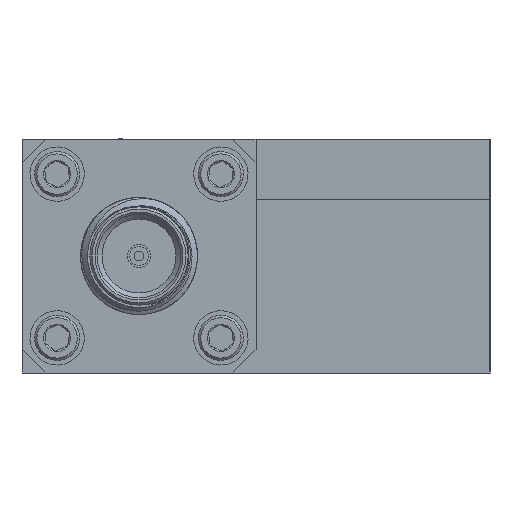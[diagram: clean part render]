
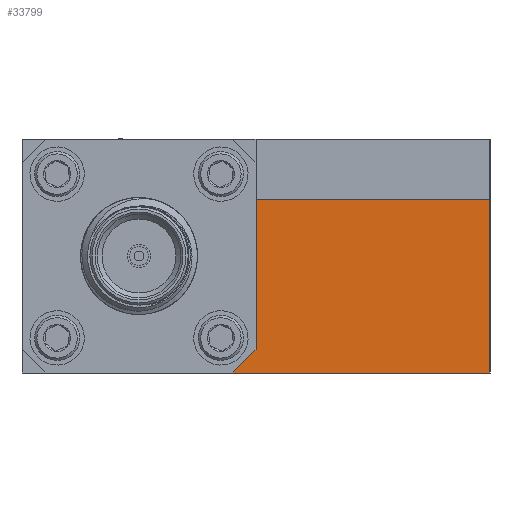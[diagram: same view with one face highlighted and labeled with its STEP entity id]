
A CAD part, left-side view. The second image highlights one B-rep face of the part: STEP entity #33799.
In plain terms, the highlighted planar face has unit normal (-1, 0, 0).
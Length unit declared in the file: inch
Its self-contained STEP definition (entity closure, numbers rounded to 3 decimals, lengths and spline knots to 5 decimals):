
#904 = EDGE_CURVE ( 'NONE', #26316, #27866, #21725, .T. ) ;
#964 = DIRECTION ( 'NONE',  ( 0., -1., 0. ) ) ;
#3370 = VERTEX_POINT ( 'NONE', #29432 ) ;
#4315 = EDGE_CURVE ( 'NONE', #13251, #3370, #7921, .T. ) ;
#4420 = PLANE ( 'NONE',  #17580 ) ;
#4444 = ORIENTED_EDGE ( 'NONE', *, *, #4315, .F. ) ;
#6002 = CARTESIAN_POINT ( 'NONE',  ( -1.25, -0.5, -0.25 ) ) ;
#6715 = EDGE_CURVE ( 'NONE', #3370, #26316, #8750, .T. ) ;
#6794 = CARTESIAN_POINT ( 'NONE',  ( -1.25, 0.025, -0.225 ) ) ;
#7921 = LINE ( 'NONE', #18826, #29717 ) ;
#8750 = LINE ( 'NONE', #19652, #33699 ) ;
#9548 = CARTESIAN_POINT ( 'NONE',  ( -1.25, -0.5, -0.25 ) ) ;
#9960 = DIRECTION ( 'NONE',  ( 0., 1., 0. ) ) ;
#10324 = FACE_OUTER_BOUND ( 'NONE', #24179, .T. ) ;
#12912 = ORIENTED_EDGE ( 'NONE', *, *, #904, .F. ) ;
#13251 = VERTEX_POINT ( 'NONE', #15360 ) ;
#13285 = CARTESIAN_POINT ( 'NONE',  ( -1.25, -0.5, 0.12 ) ) ;
#15360 = CARTESIAN_POINT ( 'NONE',  ( -1.25, 0., -0.2 ) ) ;
#16429 = VECTOR ( 'NONE', #31312, 39.37008 ) ;
#17580 = AXIS2_PLACEMENT_3D ( 'NONE', #34498, #20536, #9960 ) ;
#18826 = CARTESIAN_POINT ( 'NONE',  ( -1.25, 0., -0.25 ) ) ;
#19652 = CARTESIAN_POINT ( 'NONE',  ( -1.25, -0.5, 0.12 ) ) ;
#20536 = DIRECTION ( 'NONE',  ( 1., 0., 0. ) ) ;
#21725 = LINE ( 'NONE', #32632, #29290 ) ;
#22615 = LINE ( 'NONE', #9548, #29513 ) ;
#22926 = ORIENTED_EDGE ( 'NONE', *, *, #6715, .F. ) ;
#23071 = LINE ( 'NONE', #6794, #16429 ) ;
#23678 = CARTESIAN_POINT ( 'NONE',  ( -1.25, 0.05, -0.25 ) ) ;
#24179 = EDGE_LOOP ( 'NONE', ( #22926, #4444, #27962, #27023, #12912 ) ) ;
#25039 = DIRECTION ( 'NONE',  ( 0., -1., 0. ) ) ;
#26316 = VERTEX_POINT ( 'NONE', #13285 ) ;
#27023 = ORIENTED_EDGE ( 'NONE', *, *, #32254, .T. ) ;
#27379 = VERTEX_POINT ( 'NONE', #23678 ) ;
#27866 = VERTEX_POINT ( 'NONE', #6002 ) ;
#27962 = ORIENTED_EDGE ( 'NONE', *, *, #33441, .T. ) ;
#29290 = VECTOR ( 'NONE', #29416, 39.37008 ) ;
#29416 = DIRECTION ( 'NONE',  ( 0., 0., -1. ) ) ;
#29432 = CARTESIAN_POINT ( 'NONE',  ( -1.25, 0., 0.12 ) ) ;
#29513 = VECTOR ( 'NONE', #964, 39.37008 ) ;
#29717 = VECTOR ( 'NONE', #29916, 39.37008 ) ;
#29916 = DIRECTION ( 'NONE',  ( 0., 0., 1. ) ) ;
#31312 = DIRECTION ( 'NONE',  ( 0., 0.707, -0.707 ) ) ;
#32254 = EDGE_CURVE ( 'NONE', #27379, #27866, #22615, .T. ) ;
#32632 = CARTESIAN_POINT ( 'NONE',  ( -1.25, -0.5, 0.25 ) ) ;
#33441 = EDGE_CURVE ( 'NONE', #13251, #27379, #23071, .T. ) ;
#33699 = VECTOR ( 'NONE', #25039, 39.37008 ) ;
#33799 = ADVANCED_FACE ( 'NONE', ( #10324 ), #4420, .F. ) ;
#34498 = CARTESIAN_POINT ( 'NONE',  ( -1.25, -0.5, 0.25 ) ) ;
